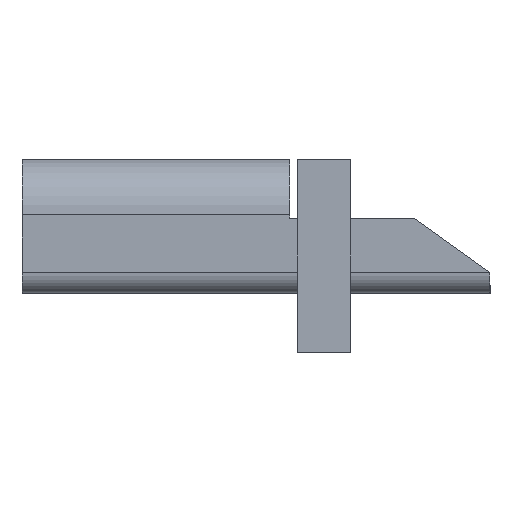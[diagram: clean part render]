
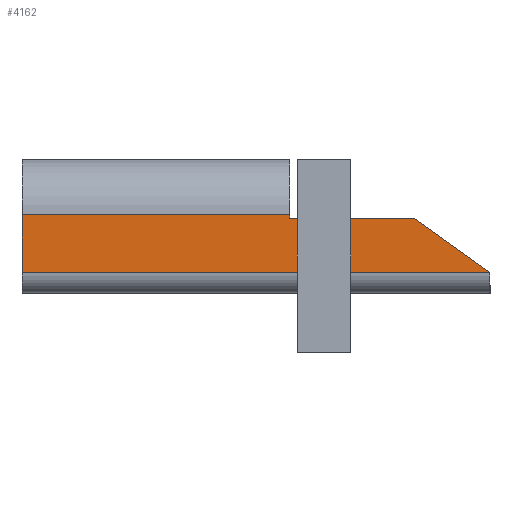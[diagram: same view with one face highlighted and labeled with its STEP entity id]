
A CAD part, left-side view. The second image highlights one B-rep face of the part: STEP entity #4162.
In plain terms, the highlighted planar face has unit normal (-1, 0, 0).
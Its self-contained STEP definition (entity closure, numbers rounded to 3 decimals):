
#11 = VECTOR ( 'NONE', #1567, 1000. ) ;
#197 = DIRECTION ( 'NONE',  ( 0., -1., 0. ) ) ;
#268 = AXIS2_PLACEMENT_3D ( 'NONE', #437, #1823, #3858 ) ;
#285 = CARTESIAN_POINT ( 'NONE',  ( -7.99, 11.1, 1.874 ) ) ;
#289 = VERTEX_POINT ( 'NONE', #4317 ) ;
#351 = VECTOR ( 'NONE', #197, 1000. ) ;
#403 = ORIENTED_EDGE ( 'NONE', *, *, #3728, .F. ) ;
#437 = CARTESIAN_POINT ( 'NONE',  ( -7.99, 11.1, 1.874 ) ) ;
#444 = ORIENTED_EDGE ( 'NONE', *, *, #3215, .T. ) ;
#939 = LINE ( 'NONE', #1417, #3931 ) ;
#1067 = CARTESIAN_POINT ( 'NONE',  ( -7.99, 0., 0.506 ) ) ;
#1154 = EDGE_CURVE ( 'NONE', #1779, #1203, #2088, .T. ) ;
#1203 = VERTEX_POINT ( 'NONE', #1067 ) ;
#1407 = LINE ( 'NONE', #285, #1470 ) ;
#1417 = CARTESIAN_POINT ( 'NONE',  ( -7.99, 7.965, 6.234 ) ) ;
#1470 = VECTOR ( 'NONE', #3732, 1000. ) ;
#1530 = VERTEX_POINT ( 'NONE', #3068 ) ;
#1566 = VECTOR ( 'NONE', #3915, 1000. ) ;
#1567 = DIRECTION ( 'NONE',  ( 0., -1., 0. ) ) ;
#1779 = VERTEX_POINT ( 'NONE', #2388 ) ;
#1820 = EDGE_CURVE ( 'NONE', #1203, #289, #939, .T. ) ;
#1823 = DIRECTION ( 'NONE',  ( -1., 0., 0. ) ) ;
#1945 = CARTESIAN_POINT ( 'NONE',  ( -7.99, 11.1, 1.874 ) ) ;
#2088 = LINE ( 'NONE', #3686, #11 ) ;
#2110 = ORIENTED_EDGE ( 'NONE', *, *, #1820, .T. ) ;
#2281 = VECTOR ( 'NONE', #3977, 1000. ) ;
#2388 = CARTESIAN_POINT ( 'NONE',  ( -7.99, 11.1, 0.506 ) ) ;
#2422 = LINE ( 'NONE', #1945, #351 ) ;
#2425 = CARTESIAN_POINT ( 'NONE',  ( -7.99, 4.75, 1.874 ) ) ;
#2473 = ORIENTED_EDGE ( 'NONE', *, *, #1154, .T. ) ;
#2510 = EDGE_CURVE ( 'NONE', #1530, #2827, #4473, .T. ) ;
#2542 = ORIENTED_EDGE ( 'NONE', *, *, #2510, .T. ) ;
#2576 = CARTESIAN_POINT ( 'NONE',  ( -7.99, 11.1, 1.786 ) ) ;
#2590 = LINE ( 'NONE', #2576, #1566 ) ;
#2827 = VERTEX_POINT ( 'NONE', #2425 ) ;
#3054 = EDGE_CURVE ( 'NONE', #289, #1530, #2590, .T. ) ;
#3068 = CARTESIAN_POINT ( 'NONE',  ( -7.99, 4.75, 1.786 ) ) ;
#3215 = EDGE_CURVE ( 'NONE', #3726, #1779, #1407, .T. ) ;
#3410 = ORIENTED_EDGE ( 'NONE', *, *, #3054, .T. ) ;
#3482 = DIRECTION ( 'NONE',  ( 0., 0.812, 0.584 ) ) ;
#3509 = FACE_OUTER_BOUND ( 'NONE', #4461, .T. ) ;
#3611 = CARTESIAN_POINT ( 'NONE',  ( -7.99, 4.75, 1.874 ) ) ;
#3686 = CARTESIAN_POINT ( 'NONE',  ( -7.99, 11.1, 0.506 ) ) ;
#3694 = CARTESIAN_POINT ( 'NONE',  ( -7.99, 11.1, 1.874 ) ) ;
#3726 = VERTEX_POINT ( 'NONE', #3694 ) ;
#3728 = EDGE_CURVE ( 'NONE', #3726, #2827, #2422, .T. ) ;
#3732 = DIRECTION ( 'NONE',  ( 0., 0., -1. ) ) ;
#3858 = DIRECTION ( 'NONE',  ( 0., 0., 1. ) ) ;
#3890 = PLANE ( 'NONE',  #268 ) ;
#3915 = DIRECTION ( 'NONE',  ( 0., 1., 0. ) ) ;
#3931 = VECTOR ( 'NONE', #3482, 1000. ) ;
#3977 = DIRECTION ( 'NONE',  ( 0., 0., 1. ) ) ;
#4162 = ADVANCED_FACE ( 'NONE', ( #3509 ), #3890, .T. ) ;
#4317 = CARTESIAN_POINT ( 'NONE',  ( -7.99, 1.78, 1.786 ) ) ;
#4461 = EDGE_LOOP ( 'NONE', ( #2473, #2110, #3410, #2542, #403, #444 ) ) ;
#4473 = LINE ( 'NONE', #3611, #2281 ) ;
